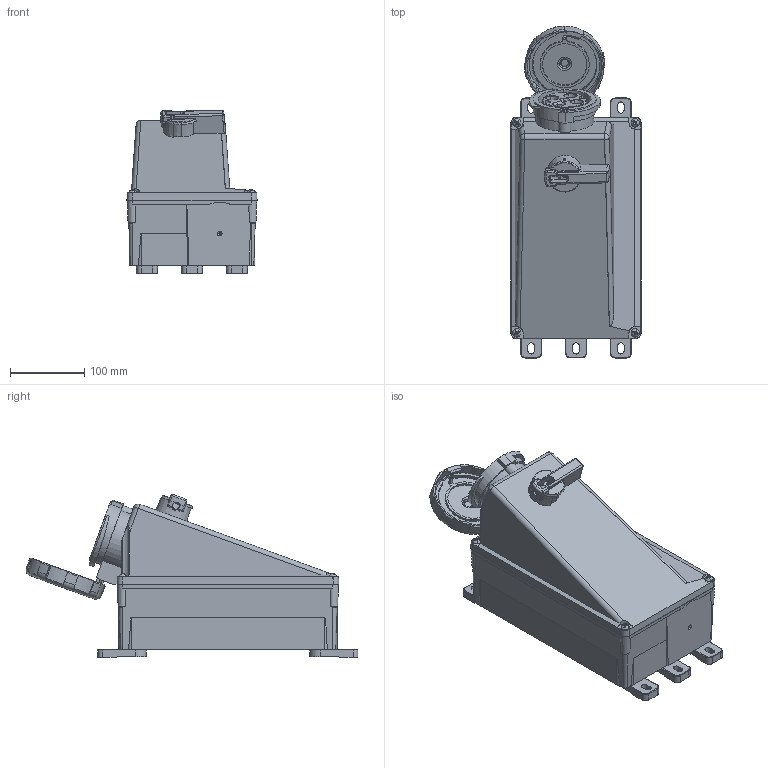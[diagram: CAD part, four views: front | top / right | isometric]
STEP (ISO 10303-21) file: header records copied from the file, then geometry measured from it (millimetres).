
FILE_DESCRIPTION (( 'STEP AP203' ), '1' );
FILE_NAME ('BRY460MI7W.step', '2023-02-15T14:35:28', ( '' ), ( '' ), 'SwSTEP 2.0', 'SolidWorks 2021', '' );
FILE_SCHEMA (( 'CONFIG_CONTROL_DESIGN' ));
Length unit declared in the file: inch
Products named in the file (1): BRY460MI7W
Bounding box: 174.75 x 445.74 x 219.32 mm (x, y, z)
Volume: 6988737.5 mm3; surface area: 530106.4 mm2
Topology: 17 solids, 17 shells, 2008 faces, 5392 edges, 3368 vertices
Faces by surface type: plane 760, cylinder 644, bspline 360, cone 136, torus 60, sphere 48
Entity records: 77797 total; most frequent: CARTESIAN_POINT 30533, ORIENTED_EDGE 10588, DIRECTION 9044, EDGE_CURVE 5294, VERTEX_POINT 3364, AXIS2_PLACEMENT_3D 3338, LINE 2368, VECTOR 2368
